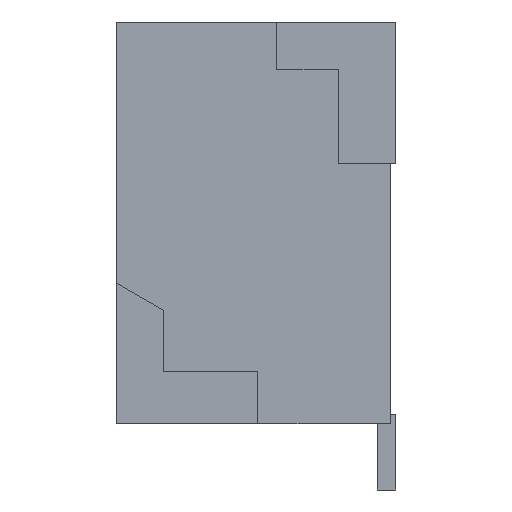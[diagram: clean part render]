
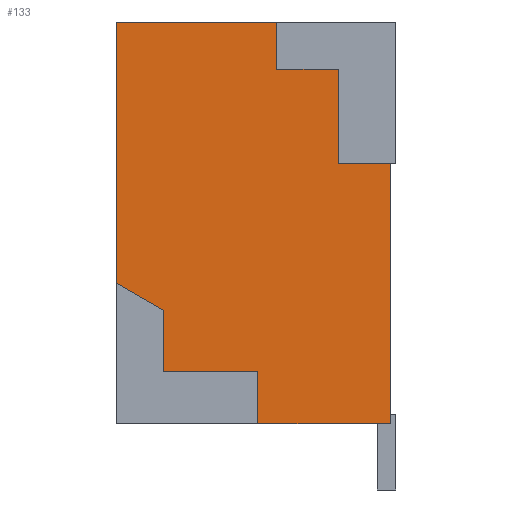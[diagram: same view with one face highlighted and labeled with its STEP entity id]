
A CAD part, left-side view. The second image highlights one B-rep face of the part: STEP entity #133.
In plain terms, the highlighted planar face has unit normal (-1, 0, 0).
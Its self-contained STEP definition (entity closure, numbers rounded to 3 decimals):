
#22 = ORIENTED_EDGE ( 'NONE', *, *, #3974, .T. ) ;
#129 = CARTESIAN_POINT ( 'NONE',  ( -6., 0.06, -2.125 ) ) ;
#133 = ADVANCED_FACE ( 'NONE', ( #2252 ), #4795, .F. ) ;
#218 = VECTOR ( 'NONE', #5683, 1000. ) ;
#268 = VERTEX_POINT ( 'NONE', #5298 ) ;
#296 = LINE ( 'NONE', #2744, #4788 ) ;
#561 = DIRECTION ( 'NONE',  ( 0., 0., 1. ) ) ;
#678 = LINE ( 'NONE', #3145, #881 ) ;
#687 = LINE ( 'NONE', #3151, #218 ) ;
#881 = VECTOR ( 'NONE', #5676, 1000. ) ;
#889 = VECTOR ( 'NONE', #1816, 1000. ) ;
#947 = VERTEX_POINT ( 'NONE', #4585 ) ;
#991 = CARTESIAN_POINT ( 'NONE',  ( -6., 1.26, 1.625 ) ) ;
#996 = LINE ( 'NONE', #3462, #1558 ) ;
#1056 = EDGE_CURVE ( 'NONE', #1848, #6716, #996, .T. ) ;
#1063 = DIRECTION ( 'NONE',  ( 0., -0.866, -0.5 ) ) ;
#1158 = CARTESIAN_POINT ( 'NONE',  ( -6., 1.26, 2.125 ) ) ;
#1179 = EDGE_CURVE ( 'NONE', #2045, #1848, #4374, .T. ) ;
#1224 = DIRECTION ( 'NONE',  ( 0., 0., 1. ) ) ;
#1422 = CARTESIAN_POINT ( 'NONE',  ( -6., 1.46, -2.125 ) ) ;
#1558 = VECTOR ( 'NONE', #5980, 1000. ) ;
#1648 = DIRECTION ( 'NONE',  ( 1., 0., 0. ) ) ;
#1738 = LINE ( 'NONE', #4283, #7366 ) ;
#1816 = DIRECTION ( 'NONE',  ( 0., -1., 0. ) ) ;
#1848 = VERTEX_POINT ( 'NONE', #4030 ) ;
#1899 = LINE ( 'NONE', #4447, #4924 ) ;
#1912 = EDGE_CURVE ( 'NONE', #6823, #2807, #6553, .T. ) ;
#1975 = EDGE_CURVE ( 'NONE', #2770, #2017, #1738, .T. ) ;
#2017 = VERTEX_POINT ( 'NONE', #2545 ) ;
#2045 = VERTEX_POINT ( 'NONE', #4564 ) ;
#2047 = CARTESIAN_POINT ( 'NONE',  ( -6., 1.26, 1.625 ) ) ;
#2252 = FACE_OUTER_BOUND ( 'NONE', #2615, .T. ) ;
#2545 = CARTESIAN_POINT ( 'NONE',  ( -6., 2.46, -1.575 ) ) ;
#2562 = VECTOR ( 'NONE', #3454, 1000. ) ;
#2615 = EDGE_LOOP ( 'NONE', ( #3897, #7448, #4443, #6049, #7867, #6878, #22, #2962, #7939, #3383, #5223, #5931 ) ) ;
#2744 = CARTESIAN_POINT ( 'NONE',  ( -6., 0.61, 0.625 ) ) ;
#2770 = VERTEX_POINT ( 'NONE', #6952 ) ;
#2807 = VERTEX_POINT ( 'NONE', #2047 ) ;
#2927 = EDGE_CURVE ( 'NONE', #2807, #6716, #3650, .T. ) ;
#2962 = ORIENTED_EDGE ( 'NONE', *, *, #1975, .T. ) ;
#3041 = LINE ( 'NONE', #5566, #7347 ) ;
#3145 = CARTESIAN_POINT ( 'NONE',  ( -6., 1.46, -2.125 ) ) ;
#3151 = CARTESIAN_POINT ( 'NONE',  ( -6., 2.96, -2.125 ) ) ;
#3352 = VERTEX_POINT ( 'NONE', #5021 ) ;
#3383 = ORIENTED_EDGE ( 'NONE', *, *, #5328, .T. ) ;
#3449 = EDGE_CURVE ( 'NONE', #3352, #268, #296, .T. ) ;
#3454 = DIRECTION ( 'NONE',  ( 0., 1., 0. ) ) ;
#3462 = CARTESIAN_POINT ( 'NONE',  ( -6., 2.96, 2.125 ) ) ;
#3650 = LINE ( 'NONE', #6131, #6182 ) ;
#3782 = EDGE_CURVE ( 'NONE', #6862, #3352, #1899, .T. ) ;
#3897 = ORIENTED_EDGE ( 'NONE', *, *, #3449, .T. ) ;
#3974 = EDGE_CURVE ( 'NONE', #2045, #2770, #4191, .T. ) ;
#4030 = CARTESIAN_POINT ( 'NONE',  ( -6., 2.96, 2.125 ) ) ;
#4187 = DIRECTION ( 'NONE',  ( 0., 0., -1. ) ) ;
#4191 = LINE ( 'NONE', #6625, #7385 ) ;
#4283 = CARTESIAN_POINT ( 'NONE',  ( -6., 2.46, -1.575 ) ) ;
#4374 = LINE ( 'NONE', #6795, #7010 ) ;
#4443 = ORIENTED_EDGE ( 'NONE', *, *, #1912, .T. ) ;
#4447 = CARTESIAN_POINT ( 'NONE',  ( -6., 0.06, 2.125 ) ) ;
#4564 = CARTESIAN_POINT ( 'NONE',  ( -6., 2.96, -0.636 ) ) ;
#4585 = CARTESIAN_POINT ( 'NONE',  ( -6., 1.46, -1.575 ) ) ;
#4788 = VECTOR ( 'NONE', #5285, 1000. ) ;
#4795 = PLANE ( 'NONE',  #5492 ) ;
#4924 = VECTOR ( 'NONE', #6868, 1000. ) ;
#4975 = LINE ( 'NONE', #7378, #889 ) ;
#5021 = CARTESIAN_POINT ( 'NONE',  ( -6., 0.06, 0.625 ) ) ;
#5223 = ORIENTED_EDGE ( 'NONE', *, *, #6532, .T. ) ;
#5285 = DIRECTION ( 'NONE',  ( 0., 1., 0. ) ) ;
#5298 = CARTESIAN_POINT ( 'NONE',  ( -6., 0.61, 0.625 ) ) ;
#5328 = EDGE_CURVE ( 'NONE', #947, #5677, #678, .T. ) ;
#5492 = AXIS2_PLACEMENT_3D ( 'NONE', #7211, #1648, #4187 ) ;
#5566 = CARTESIAN_POINT ( 'NONE',  ( -6., 0.61, 1.625 ) ) ;
#5676 = DIRECTION ( 'NONE',  ( 0., 0., -1. ) ) ;
#5677 = VERTEX_POINT ( 'NONE', #1422 ) ;
#5683 = DIRECTION ( 'NONE',  ( 0., -1., 0. ) ) ;
#5931 = ORIENTED_EDGE ( 'NONE', *, *, #3782, .T. ) ;
#5980 = DIRECTION ( 'NONE',  ( 0., -1., 0. ) ) ;
#6046 = EDGE_CURVE ( 'NONE', #2017, #947, #4975, .T. ) ;
#6049 = ORIENTED_EDGE ( 'NONE', *, *, #2927, .T. ) ;
#6131 = CARTESIAN_POINT ( 'NONE',  ( -6., 1.26, 2.125 ) ) ;
#6182 = VECTOR ( 'NONE', #561, 1000. ) ;
#6532 = EDGE_CURVE ( 'NONE', #5677, #6862, #687, .T. ) ;
#6553 = LINE ( 'NONE', #991, #2562 ) ;
#6625 = CARTESIAN_POINT ( 'NONE',  ( -6., 2.46, -0.925 ) ) ;
#6711 = DIRECTION ( 'NONE',  ( 0., 0., -1. ) ) ;
#6716 = VERTEX_POINT ( 'NONE', #1158 ) ;
#6795 = CARTESIAN_POINT ( 'NONE',  ( -6., 2.96, 2.125 ) ) ;
#6823 = VERTEX_POINT ( 'NONE', #6909 ) ;
#6862 = VERTEX_POINT ( 'NONE', #129 ) ;
#6868 = DIRECTION ( 'NONE',  ( 0., 0., 1. ) ) ;
#6878 = ORIENTED_EDGE ( 'NONE', *, *, #1179, .F. ) ;
#6909 = CARTESIAN_POINT ( 'NONE',  ( -6., 0.61, 1.625 ) ) ;
#6952 = CARTESIAN_POINT ( 'NONE',  ( -6., 2.46, -0.925 ) ) ;
#7010 = VECTOR ( 'NONE', #1224, 1000. ) ;
#7211 = CARTESIAN_POINT ( 'NONE',  ( -6., 2.96, 2.125 ) ) ;
#7347 = VECTOR ( 'NONE', #7961, 1000. ) ;
#7366 = VECTOR ( 'NONE', #6711, 1000. ) ;
#7378 = CARTESIAN_POINT ( 'NONE',  ( -6., 1.46, -1.575 ) ) ;
#7385 = VECTOR ( 'NONE', #1063, 1000. ) ;
#7448 = ORIENTED_EDGE ( 'NONE', *, *, #7635, .T. ) ;
#7635 = EDGE_CURVE ( 'NONE', #268, #6823, #3041, .T. ) ;
#7867 = ORIENTED_EDGE ( 'NONE', *, *, #1056, .F. ) ;
#7939 = ORIENTED_EDGE ( 'NONE', *, *, #6046, .T. ) ;
#7961 = DIRECTION ( 'NONE',  ( 0., 0., 1. ) ) ;
